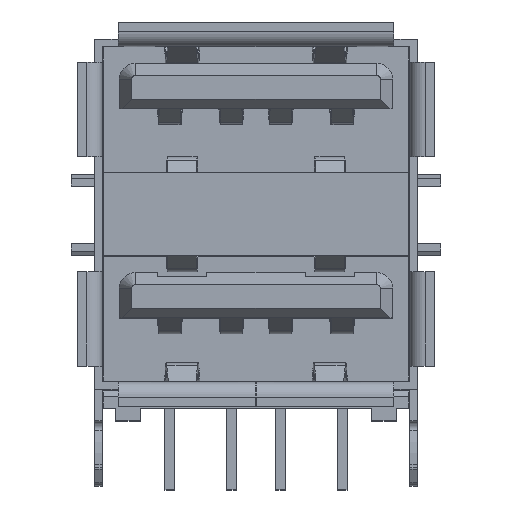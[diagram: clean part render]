
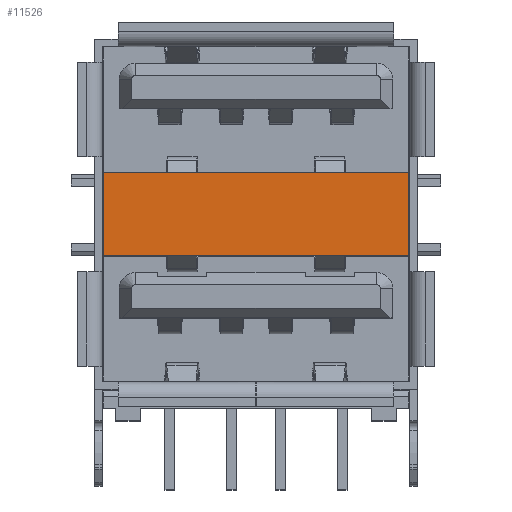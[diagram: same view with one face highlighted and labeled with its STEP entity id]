
A CAD part, top view. The second image highlights one B-rep face of the part: STEP entity #11526.
In plain terms, the highlighted planar face has unit normal (0, 0, 1).
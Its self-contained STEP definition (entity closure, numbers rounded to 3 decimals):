
#757=DIRECTION('',(0.,-1.,0.));
#758=VECTOR('',#757,3.38);
#759=CARTESIAN_POINT('',(-6.2,2.474,17.));
#760=LINE('4295',#759,#758);
#761=DIRECTION('',(-1.,0.,0.));
#762=VECTOR('',#761,12.4);
#763=CARTESIAN_POINT('',(6.2,2.474,17.));
#764=LINE('4298',#763,#762);
#765=DIRECTION('',(0.,1.,0.));
#766=VECTOR('',#765,3.38);
#767=CARTESIAN_POINT('',(6.2,-0.906,17.));
#768=LINE('4297',#767,#766);
#769=DIRECTION('',(1.,0.,0.));
#770=VECTOR('',#769,12.4);
#771=CARTESIAN_POINT('',(-6.2,-0.906,17.));
#772=LINE('4296',#771,#770);
#8509=CARTESIAN_POINT('',(-6.2,2.474,17.));
#8510=CARTESIAN_POINT('',(-6.2,-0.906,17.));
#8511=VERTEX_POINT('',#8509);
#8512=VERTEX_POINT('',#8510);
#8513=CARTESIAN_POINT('',(6.2,-0.906,17.));
#8514=VERTEX_POINT('',#8513);
#8515=CARTESIAN_POINT('',(6.2,2.474,17.));
#8516=VERTEX_POINT('',#8515);
#11514=CARTESIAN_POINT('',(0.,0.,17.));
#11515=DIRECTION('',(0.,0.,1.));
#11516=DIRECTION('',(1.,0.,0.));
#11517=AXIS2_PLACEMENT_3D('',#11514,#11515,#11516);
#11518=PLANE('3594',#11517);
#11519=ORIENTED_EDGE('4295',*,*,#11114,.F.);
#11521=ORIENTED_EDGE('4298',*,*,#11520,.F.);
#11522=ORIENTED_EDGE('4297',*,*,#11224,.F.);
#11523=ORIENTED_EDGE('4296',*,*,#11468,.F.);
#11524=EDGE_LOOP('3594',(#11519,#11521,#11522,#11523));
#11525=FACE_OUTER_BOUND('3594',#11524,.F.);
#11526=ADVANCED_FACE('3594',(#11525),#11518,.T.);
#11114=EDGE_CURVE('4295',#8511,#8512,#760,.T.);
#11224=EDGE_CURVE('4297',#8514,#8516,#768,.T.);
#11468=EDGE_CURVE('4296',#8512,#8514,#772,.T.);
#11520=EDGE_CURVE('4298',#8516,#8511,#764,.T.);
